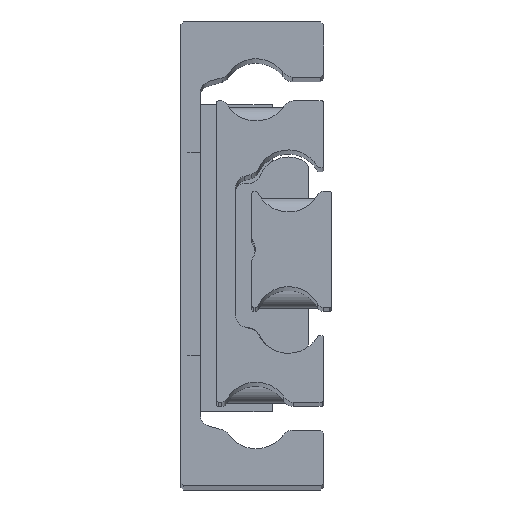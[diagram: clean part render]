
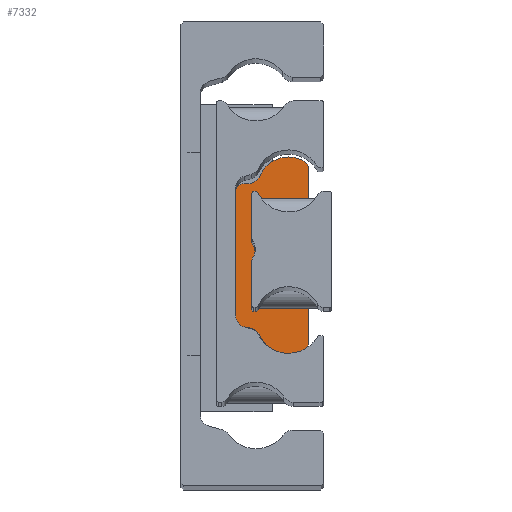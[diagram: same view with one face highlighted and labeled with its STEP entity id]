
A CAD part, top view. The second image highlights one B-rep face of the part: STEP entity #7332.
In plain terms, the highlighted planar face has unit normal (0, 0, 1).
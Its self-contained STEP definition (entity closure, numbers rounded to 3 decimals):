
#4 = DIRECTION ( 'NONE',  ( -1., 0., 0. ) ) ;
#131 = DIRECTION ( 'NONE',  ( 0., 0., 1. ) ) ;
#221 = EDGE_CURVE ( 'NONE', #5146, #6765, #3011, .T. ) ;
#259 = AXIS2_PLACEMENT_3D ( 'NONE', #5840, #6934, #2925 ) ;
#308 = DIRECTION ( 'NONE',  ( -1., 0., 0. ) ) ;
#318 = EDGE_CURVE ( 'NONE', #6765, #6381, #6713, .T. ) ;
#335 = AXIS2_PLACEMENT_3D ( 'NONE', #1680, #2302, #2878 ) ;
#339 = DIRECTION ( 'NONE',  ( -1., 0., 0. ) ) ;
#361 = CIRCLE ( 'NONE', #6455, 5.3 ) ;
#570 = CIRCLE ( 'NONE', #5111, 5.3 ) ;
#624 = CARTESIAN_POINT ( 'NONE',  ( 15.319, 0., 7.5 ) ) ;
#697 = DIRECTION ( 'NONE',  ( 0., 0., 1. ) ) ;
#710 = DIRECTION ( 'NONE',  ( -1., 0., 0. ) ) ;
#824 = DIRECTION ( 'NONE',  ( -1., 0., 0. ) ) ;
#841 = DIRECTION ( 'NONE',  ( 1., 0., 0. ) ) ;
#1273 = CARTESIAN_POINT ( 'NONE',  ( -10.926, -12.5, 7.5 ) ) ;
#1291 = DIRECTION ( 'NONE',  ( -1., 0., 0. ) ) ;
#1362 = CARTESIAN_POINT ( 'NONE',  ( 13.89, -8.249, 7.5 ) ) ;
#1425 = EDGE_CURVE ( 'NONE', #3683, #5981, #2901, .T. ) ;
#1452 = CARTESIAN_POINT ( 'NONE',  ( 10.926, -11., 7.5 ) ) ;
#1548 = DIRECTION ( 'NONE',  ( 0., 0., -1. ) ) ;
#1594 = VERTEX_POINT ( 'NONE', #3744 ) ;
#1672 = AXIS2_PLACEMENT_3D ( 'NONE', #3879, #3399, #4 ) ;
#1680 = CARTESIAN_POINT ( 'NONE',  ( 15.319, -1., 7.5 ) ) ;
#1758 = DIRECTION ( 'NONE',  ( -1., 0., 0. ) ) ;
#1781 = ORIENTED_EDGE ( 'NONE', *, *, #4348, .T. ) ;
#1838 = CARTESIAN_POINT ( 'NONE',  ( -12.416, -10.826, 7.5 ) ) ;
#2113 = AXIS2_PLACEMENT_3D ( 'NONE', #4339, #1548, #308 ) ;
#2134 = CIRCLE ( 'NONE', #1672, 5.3 ) ;
#2168 = CARTESIAN_POINT ( 'NONE',  ( -16.149, -0.442, 7.5 ) ) ;
#2207 = VERTEX_POINT ( 'NONE', #5764 ) ;
#2293 = ORIENTED_EDGE ( 'NONE', *, *, #221, .T. ) ;
#2302 = DIRECTION ( 'NONE',  ( 0., 0., 1. ) ) ;
#2401 = CARTESIAN_POINT ( 'NONE',  ( 15.319, -1., 7.5 ) ) ;
#2435 = CIRCLE ( 'NONE', #4930, 1.5 ) ;
#2496 = CARTESIAN_POINT ( 'NONE',  ( -10.926, -11., 7.5 ) ) ;
#2520 = DIRECTION ( 'NONE',  ( 0., 0., 1. ) ) ;
#2548 = DIRECTION ( 'NONE',  ( 0., 0., 1. ) ) ;
#2652 = DIRECTION ( 'NONE',  ( 0., 0., -1. ) ) ;
#2694 = EDGE_CURVE ( 'NONE', #3367, #5146, #2435, .T. ) ;
#2813 = CARTESIAN_POINT ( 'NONE',  ( -12.426, -11., 7.5 ) ) ;
#2878 = DIRECTION ( 'NONE',  ( 1., 0., 0. ) ) ;
#2901 = CIRCLE ( 'NONE', #3378, 1. ) ;
#2925 = DIRECTION ( 'NONE',  ( -1., 0., 0. ) ) ;
#2948 = AXIS2_PLACEMENT_3D ( 'NONE', #6378, #2520, #3567 ) ;
#3011 = CIRCLE ( 'NONE', #259, 2.5 ) ;
#3223 = CARTESIAN_POINT ( 'NONE',  ( -11.751, -3.4, 7.5 ) ) ;
#3293 = VECTOR ( 'NONE', #841, 1000. ) ;
#3367 = VERTEX_POINT ( 'NONE', #5356 ) ;
#3378 = AXIS2_PLACEMENT_3D ( 'NONE', #2401, #131, #710 ) ;
#3399 = DIRECTION ( 'NONE',  ( 0., 0., 1. ) ) ;
#3406 = EDGE_CURVE ( 'NONE', #5981, #1594, #4830, .T. ) ;
#3567 = DIRECTION ( 'NONE',  ( -1., 0., 0. ) ) ;
#3639 = ORIENTED_EDGE ( 'NONE', *, *, #3719, .T. ) ;
#3654 = LINE ( 'NONE', #5441, #3293 ) ;
#3683 = VERTEX_POINT ( 'NONE', #7005 ) ;
#3719 = EDGE_CURVE ( 'NONE', #5324, #2207, #570, .T. ) ;
#3741 = CARTESIAN_POINT ( 'NONE',  ( 14.899, -10.536, 7.5 ) ) ;
#3744 = CARTESIAN_POINT ( 'NONE',  ( -15.319, 0., 7.5 ) ) ;
#3879 = CARTESIAN_POINT ( 'NONE',  ( 11.751, -3.4, 7.5 ) ) ;
#3928 = AXIS2_PLACEMENT_3D ( 'NONE', #5155, #6884, #1758 ) ;
#4117 = CARTESIAN_POINT ( 'NONE',  ( 12.399, -10.536, 7.5 ) ) ;
#4128 = CARTESIAN_POINT ( 'NONE',  ( 15.319, 0., 7.5 ) ) ;
#4150 = ORIENTED_EDGE ( 'NONE', *, *, #4269, .T. ) ;
#4269 = EDGE_CURVE ( 'NONE', #6381, #3683, #2134, .T. ) ;
#4323 = EDGE_CURVE ( 'NONE', #2207, #6761, #5243, .T. ) ;
#4339 = CARTESIAN_POINT ( 'NONE',  ( -15.319, -1., 7.5 ) ) ;
#4348 = EDGE_CURVE ( 'NONE', #6761, #5821, #5846, .T. ) ;
#4553 = ORIENTED_EDGE ( 'NONE', *, *, #6831, .F. ) ;
#4731 = DIRECTION ( 'NONE',  ( -1., 0., 0. ) ) ;
#4830 = LINE ( 'NONE', #4128, #7139 ) ;
#4930 = AXIS2_PLACEMENT_3D ( 'NONE', #1452, #6609, #6720 ) ;
#4974 = CIRCLE ( 'NONE', #2113, 1. ) ;
#5111 = AXIS2_PLACEMENT_3D ( 'NONE', #5346, #2548, #5812 ) ;
#5146 = VERTEX_POINT ( 'NONE', #5851 ) ;
#5155 = CARTESIAN_POINT ( 'NONE',  ( -14.899, -10.536, 7.5 ) ) ;
#5243 = CIRCLE ( 'NONE', #3928, 2.5 ) ;
#5294 = EDGE_CURVE ( 'NONE', #7010, #5324, #361, .T. ) ;
#5324 = VERTEX_POINT ( 'NONE', #7162 ) ;
#5346 = CARTESIAN_POINT ( 'NONE',  ( -11.751, -3.4, 7.5 ) ) ;
#5356 = CARTESIAN_POINT ( 'NONE',  ( 10.926, -12.5, 7.5 ) ) ;
#5441 = CARTESIAN_POINT ( 'NONE',  ( 15.319, -12.5, 7.5 ) ) ;
#5448 = ORIENTED_EDGE ( 'NONE', *, *, #1425, .T. ) ;
#5564 = VERTEX_POINT ( 'NONE', #1273 ) ;
#5706 = PLANE ( 'NONE',  #335 ) ;
#5752 = ORIENTED_EDGE ( 'NONE', *, *, #6334, .T. ) ;
#5764 = CARTESIAN_POINT ( 'NONE',  ( -13.89, -8.249, 7.5 ) ) ;
#5812 = DIRECTION ( 'NONE',  ( -1., 0., 0. ) ) ;
#5818 = CIRCLE ( 'NONE', #2948, 1.5 ) ;
#5821 = VERTEX_POINT ( 'NONE', #2813 ) ;
#5840 = CARTESIAN_POINT ( 'NONE',  ( 14.899, -10.536, 7.5 ) ) ;
#5841 = ORIENTED_EDGE ( 'NONE', *, *, #6044, .T. ) ;
#5846 = CIRCLE ( 'NONE', #6812, 1.5 ) ;
#5851 = CARTESIAN_POINT ( 'NONE',  ( 12.416, -10.826, 7.5 ) ) ;
#5871 = ORIENTED_EDGE ( 'NONE', *, *, #318, .T. ) ;
#5958 = DIRECTION ( 'NONE',  ( 0., 0., 1. ) ) ;
#5971 = ORIENTED_EDGE ( 'NONE', *, *, #2694, .T. ) ;
#5981 = VERTEX_POINT ( 'NONE', #624 ) ;
#6044 = EDGE_CURVE ( 'NONE', #5564, #3367, #3654, .T. ) ;
#6116 = ORIENTED_EDGE ( 'NONE', *, *, #4323, .T. ) ;
#6278 = ORIENTED_EDGE ( 'NONE', *, *, #3406, .T. ) ;
#6334 = EDGE_CURVE ( 'NONE', #5821, #5564, #5818, .T. ) ;
#6350 = AXIS2_PLACEMENT_3D ( 'NONE', #3741, #2652, #339 ) ;
#6378 = CARTESIAN_POINT ( 'NONE',  ( -10.926, -11., 7.5 ) ) ;
#6381 = VERTEX_POINT ( 'NONE', #1362 ) ;
#6455 = AXIS2_PLACEMENT_3D ( 'NONE', #3223, #5958, #824 ) ;
#6609 = DIRECTION ( 'NONE',  ( 0., 0., 1. ) ) ;
#6713 = CIRCLE ( 'NONE', #6350, 2.5 ) ;
#6720 = DIRECTION ( 'NONE',  ( -1., 0., 0. ) ) ;
#6761 = VERTEX_POINT ( 'NONE', #1838 ) ;
#6765 = VERTEX_POINT ( 'NONE', #4117 ) ;
#6807 = FACE_OUTER_BOUND ( 'NONE', #6902, .T. ) ;
#6812 = AXIS2_PLACEMENT_3D ( 'NONE', #2496, #697, #4731 ) ;
#6831 = EDGE_CURVE ( 'NONE', #7010, #1594, #4974, .T. ) ;
#6884 = DIRECTION ( 'NONE',  ( 0., 0., -1. ) ) ;
#6902 = EDGE_LOOP ( 'NONE', ( #2293, #5871, #4150, #5448, #6278, #4553, #7207, #3639, #6116, #1781, #5752, #5841, #5971 ) ) ;
#6934 = DIRECTION ( 'NONE',  ( 0., 0., -1. ) ) ;
#7005 = CARTESIAN_POINT ( 'NONE',  ( 16.149, -0.442, 7.5 ) ) ;
#7010 = VERTEX_POINT ( 'NONE', #2168 ) ;
#7139 = VECTOR ( 'NONE', #1291, 1000. ) ;
#7162 = CARTESIAN_POINT ( 'NONE',  ( -17.051, -3.4, 7.5 ) ) ;
#7207 = ORIENTED_EDGE ( 'NONE', *, *, #5294, .T. ) ;
#7332 = ADVANCED_FACE ( 'NONE', ( #6807 ), #5706, .T. ) ;
